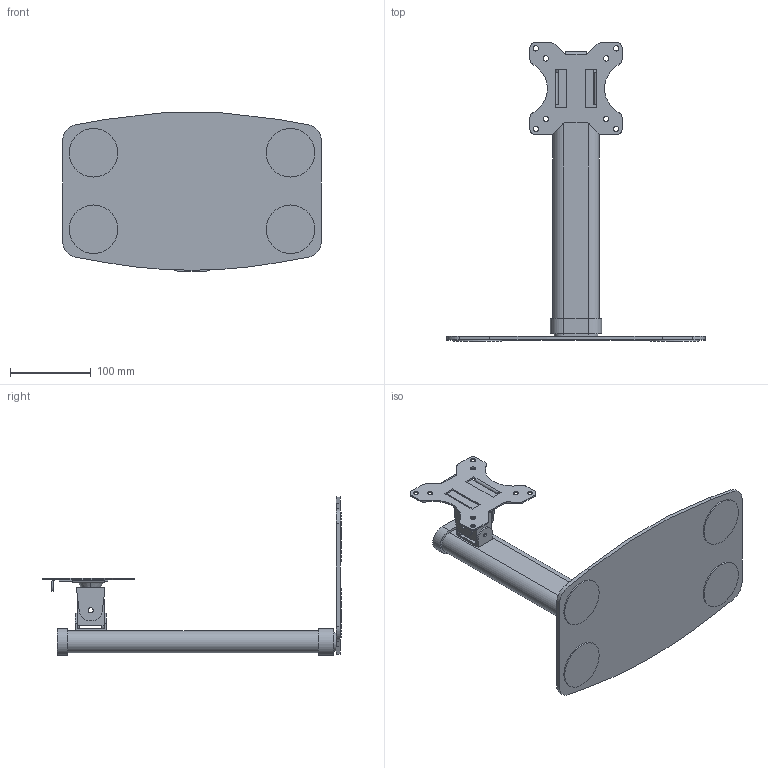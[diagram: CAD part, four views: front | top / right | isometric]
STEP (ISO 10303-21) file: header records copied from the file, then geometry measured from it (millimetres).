
FILE_DESCRIPTION (( 'STEP AP214' ), '1' );
FILE_NAME ('DSST10V2.STEP', '2024-02-08T17:05:10', ( '' ), ( '' ), 'SwSTEP 2.0', 'SolidWorks 2024', '' );
FILE_SCHEMA (( 'AUTOMOTIVE_DESIGN' ));
Length unit declared in the file: inch
Products named in the file (7): stand coupling; stand end coupling; Stand base; standupright; DSST10V2; stand rotation; stand vesa
Assembly tree (6 placements, depth 2):
  DSST10V2
    Stand base
    stand coupling
    standupright
    stand end coupling
    stand rotation
    stand vesa
Bounding box: 320.68 x 370.84 x 197.03 mm (x, y, z)
Volume: 1037985.6 mm3; surface area: 245034.7 mm2
Topology: 6 solids, 6 shells, 228 faces, 574 edges, 368 vertices
Faces by surface type: plane 128, cylinder 98, cone 2
Entity records: 7144 total; most frequent: DIRECTION 1248, CARTESIAN_POINT 1179, ORIENTED_EDGE 1148, EDGE_CURVE 574, AXIS2_PLACEMENT_3D 437, LINE 374, VECTOR 374, VERTEX_POINT 368
